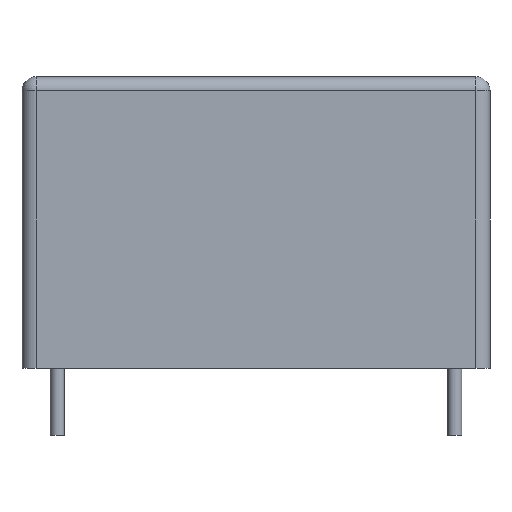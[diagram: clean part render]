
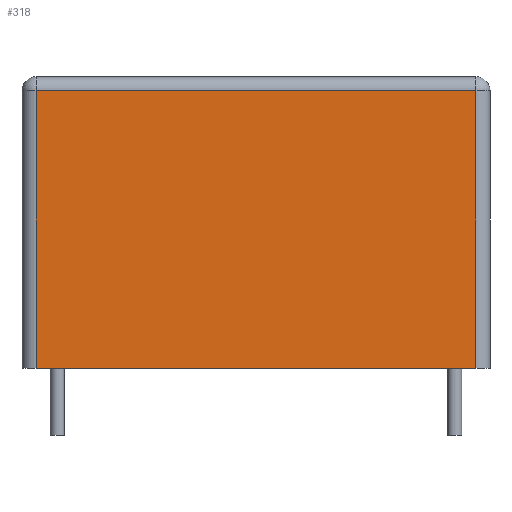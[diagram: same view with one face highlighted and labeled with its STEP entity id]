
A CAD part, front view. The second image highlights one B-rep face of the part: STEP entity #318.
In plain terms, the highlighted planar face has unit normal (0, -1, 0).
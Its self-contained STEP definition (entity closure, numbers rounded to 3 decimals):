
#24=LINE('',#524,#44);
#27=LINE('',#542,#47);
#29=LINE('',#548,#49);
#30=LINE('',#549,#50);
#44=VECTOR('',#420,24.9);
#47=VECTOR('',#447,15.7);
#49=VECTOR('',#453,15.7);
#50=VECTOR('',#454,24.9);
#71=PLANE('',#363);
#94=FACE_OUTER_BOUND('',#120,.T.);
#120=EDGE_LOOP('',(#253,#254,#255,#256));
#160=VERTEX_POINT('',#518);
#162=VERTEX_POINT('',#522);
#165=VERTEX_POINT('',#541);
#167=VERTEX_POINT('',#547);
#188=EDGE_CURVE('',#162,#160,#24,.T.);
#197=EDGE_CURVE('',#165,#160,#27,.T.);
#200=EDGE_CURVE('',#167,#162,#29,.T.);
#201=EDGE_CURVE('',#165,#167,#30,.T.);
#253=ORIENTED_EDGE('',*,*,#188,.F.);
#254=ORIENTED_EDGE('',*,*,#200,.F.);
#255=ORIENTED_EDGE('',*,*,#201,.F.);
#256=ORIENTED_EDGE('',*,*,#197,.T.);
#318=ADVANCED_FACE('',(#94),#71,.T.);
#363=AXIS2_PLACEMENT_3D('',#546,#451,#452);
#420=DIRECTION('',(1.,0.,0.));
#447=DIRECTION('',(0.,0.,1.));
#451=DIRECTION('center_axis',(0.,-1.,0.));
#452=DIRECTION('ref_axis',(0.,0.,-1.));
#453=DIRECTION('',(0.,0.,1.));
#454=DIRECTION('',(-1.,0.,0.));
#518=CARTESIAN_POINT('',(12.45,-4.25,15.7));
#522=CARTESIAN_POINT('',(-12.45,-4.25,15.7));
#524=CARTESIAN_POINT('',(6.225,-4.25,15.7));
#541=CARTESIAN_POINT('',(12.45,-4.25,0.));
#542=CARTESIAN_POINT('',(12.45,-4.25,0.));
#546=CARTESIAN_POINT('Origin',(12.45,-4.25,0.));
#547=CARTESIAN_POINT('',(-12.45,-4.25,0.));
#548=CARTESIAN_POINT('',(-12.45,-4.25,0.));
#549=CARTESIAN_POINT('',(12.45,-4.25,0.));
